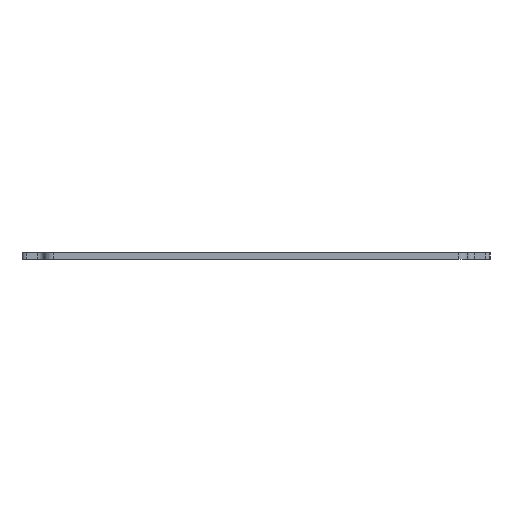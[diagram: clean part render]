
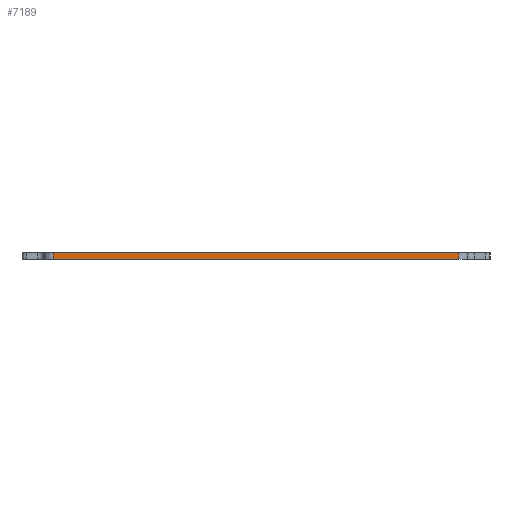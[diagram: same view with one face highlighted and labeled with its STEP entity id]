
A CAD part, left-side view. The second image highlights one B-rep face of the part: STEP entity #7189.
In plain terms, the highlighted planar face has unit normal (-1, 0, 0).
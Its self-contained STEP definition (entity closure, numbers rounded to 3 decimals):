
#205=PLANE('',#7896);
#507=FACE_OUTER_BOUND('',#928,.T.);
#928=EDGE_LOOP('',(#6300,#6301,#6302,#6303));
#1069=LINE('',#10212,#1806);
#1293=LINE('',#11021,#2030);
#1681=LINE('',#12061,#2418);
#1683=LINE('',#12064,#2420);
#1806=VECTOR('',#8075,10.);
#2030=VECTOR('',#8707,10.);
#2418=VECTOR('',#9795,10.);
#2420=VECTOR('',#9799,10.);
#2886=VERTEX_POINT('',#10209);
#2887=VERTEX_POINT('',#10211);
#3267=VERTEX_POINT('',#11018);
#3268=VERTEX_POINT('',#11020);
#3603=EDGE_CURVE('',#2886,#2887,#1069,.T.);
#4008=EDGE_CURVE('',#3267,#3268,#1293,.T.);
#4537=EDGE_CURVE('',#2887,#3267,#1681,.T.);
#4539=EDGE_CURVE('',#3268,#2886,#1683,.T.);
#6300=ORIENTED_EDGE('',*,*,#4539,.F.);
#6301=ORIENTED_EDGE('',*,*,#4008,.F.);
#6302=ORIENTED_EDGE('',*,*,#4537,.F.);
#6303=ORIENTED_EDGE('',*,*,#3603,.F.);
#7189=ADVANCED_FACE('',(#507),#205,.T.);
#7896=AXIS2_PLACEMENT_3D('',#12063,#9797,#9798);
#8075=DIRECTION('',(0.,1.,0.));
#8707=DIRECTION('',(0.,-1.,0.));
#9795=DIRECTION('',(0.,0.,1.));
#9797=DIRECTION('center_axis',(-1.,0.,0.));
#9798=DIRECTION('ref_axis',(0.,1.,0.));
#9799=DIRECTION('',(0.,0.,-1.));
#10209=CARTESIAN_POINT('',(-142.875,-45.625,-1.5));
#10211=CARTESIAN_POINT('',(-142.875,45.625,-1.5));
#10212=CARTESIAN_POINT('',(-142.875,47.625,-1.5));
#11018=CARTESIAN_POINT('',(-142.875,45.625,0.));
#11020=CARTESIAN_POINT('',(-142.875,-45.625,0.));
#11021=CARTESIAN_POINT('',(-142.875,47.625,0.));
#12061=CARTESIAN_POINT('',(-142.875,45.625,0.));
#12063=CARTESIAN_POINT('Origin',(-142.875,-47.625,0.));
#12064=CARTESIAN_POINT('',(-142.875,-45.625,0.));
